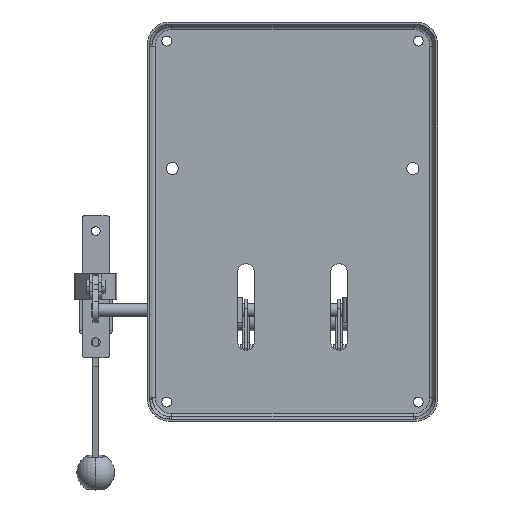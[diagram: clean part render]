
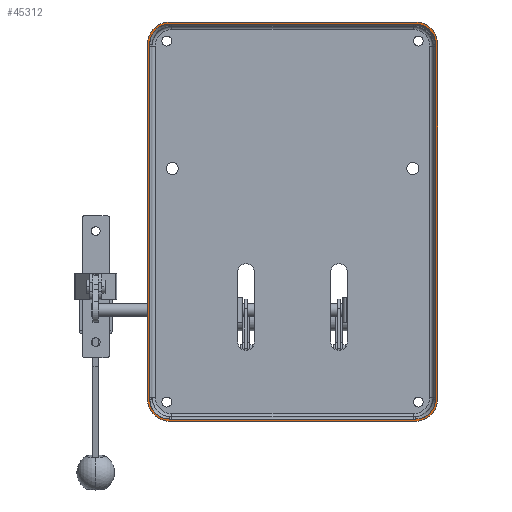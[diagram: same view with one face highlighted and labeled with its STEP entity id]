
A CAD part, front view. The second image highlights one B-rep face of the part: STEP entity #45312.
In plain terms, the highlighted planar face has unit normal (0, -1, 0).
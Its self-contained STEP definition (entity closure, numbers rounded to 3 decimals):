
#101 = CARTESIAN_POINT ( 'NONE',  ( 112.5, 0., -180.5 ) ) ;
#152 = CARTESIAN_POINT ( 'NONE',  ( -130.5, 0., 0. ) ) ;
#418 = DIRECTION ( 'NONE',  ( 0., 0., -1. ) ) ;
#477 = CIRCLE ( 'NONE', #30034, 18. ) ;
#777 = CARTESIAN_POINT ( 'NONE',  ( -130.5, 0., -162.5 ) ) ;
#792 = CARTESIAN_POINT ( 'NONE',  ( 130.5, 0., 162.5 ) ) ;
#890 = CARTESIAN_POINT ( 'NONE',  ( -112.5, 0., -162.5 ) ) ;
#1158 = EDGE_CURVE ( 'NONE', #32755, #39821, #15499, .T. ) ;
#2338 = CIRCLE ( 'NONE', #27044, 20. ) ;
#2358 = CARTESIAN_POINT ( 'NONE',  ( 112.5, 0., 162.5 ) ) ;
#2575 = CARTESIAN_POINT ( 'NONE',  ( -112.5, 0., -180.5 ) ) ;
#2688 = AXIS2_PLACEMENT_3D ( 'NONE', #35084, #27557, #5927 ) ;
#2786 = FACE_BOUND ( 'NONE', #4371, .T. ) ;
#3352 = DIRECTION ( 'NONE',  ( 0., -1., 0. ) ) ;
#3600 = CARTESIAN_POINT ( 'NONE',  ( -132.5, 0., -162.5 ) ) ;
#3782 = DIRECTION ( 'NONE',  ( -1., 0., 0. ) ) ;
#3875 = DIRECTION ( 'NONE',  ( 0., 0., -1. ) ) ;
#4035 = CARTESIAN_POINT ( 'NONE',  ( -112.5, 0., 162.5 ) ) ;
#4230 = CARTESIAN_POINT ( 'NONE',  ( -112.5, 0., -182.5 ) ) ;
#4371 = EDGE_LOOP ( 'NONE', ( #19574, #5023, #31544, #10388, #8266, #7429, #36854, #35822 ) ) ;
#4797 = PLANE ( 'NONE',  #26543 ) ;
#5023 = ORIENTED_EDGE ( 'NONE', *, *, #39193, .T. ) ;
#5204 = EDGE_CURVE ( 'NONE', #16602, #21079, #6585, .T. ) ;
#5897 = VERTEX_POINT ( 'NONE', #38555 ) ;
#5927 = DIRECTION ( 'NONE',  ( 0., 0., -1. ) ) ;
#6585 = LINE ( 'NONE', #39295, #20185 ) ;
#6712 = ORIENTED_EDGE ( 'NONE', *, *, #44000, .F. ) ;
#6957 = DIRECTION ( 'NONE',  ( 0., 0., 1. ) ) ;
#6970 = AXIS2_PLACEMENT_3D ( 'NONE', #39994, #32751, #3875 ) ;
#7429 = ORIENTED_EDGE ( 'NONE', *, *, #27056, .T. ) ;
#7509 = DIRECTION ( 'NONE',  ( 0., 0., -1. ) ) ;
#7675 = DIRECTION ( 'NONE',  ( 0., -1., 0. ) ) ;
#8266 = ORIENTED_EDGE ( 'NONE', *, *, #41525, .F. ) ;
#9058 = DIRECTION ( 'NONE',  ( 0., 0., 1. ) ) ;
#9250 = VERTEX_POINT ( 'NONE', #40649 ) ;
#9393 = CARTESIAN_POINT ( 'NONE',  ( -132.5, 0., 182.5 ) ) ;
#9495 = CIRCLE ( 'NONE', #46422, 18. ) ;
#9976 = VECTOR ( 'NONE', #6957, 1000. ) ;
#10020 = CARTESIAN_POINT ( 'NONE',  ( 0., 0., 180.5 ) ) ;
#10165 = VECTOR ( 'NONE', #28788, 1000. ) ;
#10206 = EDGE_CURVE ( 'NONE', #41734, #27829, #34757, .T. ) ;
#10388 = ORIENTED_EDGE ( 'NONE', *, *, #45166, .T. ) ;
#10626 = DIRECTION ( 'NONE',  ( 0., 0., -1. ) ) ;
#12015 = LINE ( 'NONE', #34557, #15403 ) ;
#12448 = VERTEX_POINT ( 'NONE', #35354 ) ;
#13062 = AXIS2_PLACEMENT_3D ( 'NONE', #32069, #3352, #14748 ) ;
#13906 = EDGE_CURVE ( 'NONE', #30220, #21079, #42022, .T. ) ;
#14748 = DIRECTION ( 'NONE',  ( 0., 0., -1. ) ) ;
#14806 = DIRECTION ( 'NONE',  ( 0., -1., 0. ) ) ;
#15342 = EDGE_CURVE ( 'NONE', #12448, #23760, #2338, .T. ) ;
#15403 = VECTOR ( 'NONE', #9058, 1000. ) ;
#15499 = CIRCLE ( 'NONE', #16475, 18. ) ;
#16475 = AXIS2_PLACEMENT_3D ( 'NONE', #2358, #17372, #24460 ) ;
#16602 = VERTEX_POINT ( 'NONE', #34794 ) ;
#16755 = EDGE_CURVE ( 'NONE', #9250, #17898, #9495, .T. ) ;
#17165 = EDGE_CURVE ( 'NONE', #12448, #5897, #25832, .T. ) ;
#17298 = LINE ( 'NONE', #152, #9976 ) ;
#17372 = DIRECTION ( 'NONE',  ( 0., -1., 0. ) ) ;
#17898 = VERTEX_POINT ( 'NONE', #26306 ) ;
#18299 = CIRCLE ( 'NONE', #6970, 20. ) ;
#19230 = ORIENTED_EDGE ( 'NONE', *, *, #39374, .T. ) ;
#19574 = ORIENTED_EDGE ( 'NONE', *, *, #16755, .F. ) ;
#20185 = VECTOR ( 'NONE', #3782, 1000. ) ;
#20839 = EDGE_LOOP ( 'NONE', ( #40272, #36790, #6712, #26792, #37382, #44305, #25210, #19230 ) ) ;
#21079 = VERTEX_POINT ( 'NONE', #4230 ) ;
#21362 = CARTESIAN_POINT ( 'NONE',  ( 112.5, 0., -162.5 ) ) ;
#21880 = VECTOR ( 'NONE', #28135, 1000. ) ;
#22622 = VERTEX_POINT ( 'NONE', #30277 ) ;
#23760 = VERTEX_POINT ( 'NONE', #38847 ) ;
#23853 = CIRCLE ( 'NONE', #13062, 20. ) ;
#24460 = DIRECTION ( 'NONE',  ( 0., 0., -1. ) ) ;
#25210 = ORIENTED_EDGE ( 'NONE', *, *, #35015, .F. ) ;
#25388 = FACE_OUTER_BOUND ( 'NONE', #20839, .T. ) ;
#25524 = VECTOR ( 'NONE', #42623, 1000. ) ;
#25832 = LINE ( 'NONE', #9393, #21880 ) ;
#26270 = DIRECTION ( 'NONE',  ( 0., -1., 0. ) ) ;
#26306 = CARTESIAN_POINT ( 'NONE',  ( -130.5, 0., 162.5 ) ) ;
#26543 = AXIS2_PLACEMENT_3D ( 'NONE', #33358, #26270, #33668 ) ;
#26609 = DIRECTION ( 'NONE',  ( 0., 0., -1. ) ) ;
#26792 = ORIENTED_EDGE ( 'NONE', *, *, #13906, .T. ) ;
#27044 = AXIS2_PLACEMENT_3D ( 'NONE', #29286, #14806, #418 ) ;
#27056 = EDGE_CURVE ( 'NONE', #34984, #27829, #35337, .T. ) ;
#27199 = LINE ( 'NONE', #10020, #25524 ) ;
#27557 = DIRECTION ( 'NONE',  ( 0., -1., 0. ) ) ;
#27829 = VERTEX_POINT ( 'NONE', #2575 ) ;
#28135 = DIRECTION ( 'NONE',  ( 1., 0., 0. ) ) ;
#28629 = VECTOR ( 'NONE', #29125, 1000. ) ;
#28788 = DIRECTION ( 'NONE',  ( 0., 0., -1. ) ) ;
#29125 = DIRECTION ( 'NONE',  ( 0., 0., -1. ) ) ;
#29286 = CARTESIAN_POINT ( 'NONE',  ( -112.5, 0., 162.5 ) ) ;
#29321 = LINE ( 'NONE', #32738, #10165 ) ;
#29564 = CARTESIAN_POINT ( 'NONE',  ( 132.5, 0., 162.5 ) ) ;
#30034 = AXIS2_PLACEMENT_3D ( 'NONE', #21362, #36122, #10626 ) ;
#30220 = VERTEX_POINT ( 'NONE', #3600 ) ;
#30277 = CARTESIAN_POINT ( 'NONE',  ( 132.5, 0., -162.5 ) ) ;
#30280 = VECTOR ( 'NONE', #41140, 1000. ) ;
#31214 = VERTEX_POINT ( 'NONE', #29564 ) ;
#31544 = ORIENTED_EDGE ( 'NONE', *, *, #1158, .F. ) ;
#32069 = CARTESIAN_POINT ( 'NONE',  ( 112.5, 0., 162.5 ) ) ;
#32738 = CARTESIAN_POINT ( 'NONE',  ( 130.5, 0., 0. ) ) ;
#32751 = DIRECTION ( 'NONE',  ( 0., -1., 0. ) ) ;
#32755 = VERTEX_POINT ( 'NONE', #792 ) ;
#33339 = AXIS2_PLACEMENT_3D ( 'NONE', #890, #40495, #26609 ) ;
#33358 = CARTESIAN_POINT ( 'NONE',  ( 0., 0., 0. ) ) ;
#33668 = DIRECTION ( 'NONE',  ( 0., 0., -1. ) ) ;
#34557 = CARTESIAN_POINT ( 'NONE',  ( -132.5, 0., 182.5 ) ) ;
#34757 = CIRCLE ( 'NONE', #2688, 18. ) ;
#34794 = CARTESIAN_POINT ( 'NONE',  ( 112.5, 0., -182.5 ) ) ;
#34984 = VERTEX_POINT ( 'NONE', #101 ) ;
#35015 = EDGE_CURVE ( 'NONE', #31214, #22622, #38232, .T. ) ;
#35084 = CARTESIAN_POINT ( 'NONE',  ( -112.5, 0., -162.5 ) ) ;
#35260 = CARTESIAN_POINT ( 'NONE',  ( 132.5, 0., 182.5 ) ) ;
#35337 = LINE ( 'NONE', #44424, #30280 ) ;
#35354 = CARTESIAN_POINT ( 'NONE',  ( -112.5, 0., 182.5 ) ) ;
#35451 = EDGE_CURVE ( 'NONE', #41734, #17898, #17298, .T. ) ;
#35822 = ORIENTED_EDGE ( 'NONE', *, *, #35451, .T. ) ;
#36122 = DIRECTION ( 'NONE',  ( 0., -1., 0. ) ) ;
#36790 = ORIENTED_EDGE ( 'NONE', *, *, #15342, .T. ) ;
#36854 = ORIENTED_EDGE ( 'NONE', *, *, #10206, .F. ) ;
#37195 = CARTESIAN_POINT ( 'NONE',  ( 130.5, 0., -162.5 ) ) ;
#37382 = ORIENTED_EDGE ( 'NONE', *, *, #5204, .F. ) ;
#37930 = EDGE_CURVE ( 'NONE', #16602, #22622, #18299, .T. ) ;
#38232 = LINE ( 'NONE', #35260, #28629 ) ;
#38555 = CARTESIAN_POINT ( 'NONE',  ( 112.5, 0., 182.5 ) ) ;
#38847 = CARTESIAN_POINT ( 'NONE',  ( -132.5, 0., 162.5 ) ) ;
#39193 = EDGE_CURVE ( 'NONE', #9250, #39821, #27199, .T. ) ;
#39295 = CARTESIAN_POINT ( 'NONE',  ( -132.5, 0., -182.5 ) ) ;
#39374 = EDGE_CURVE ( 'NONE', #31214, #5897, #23853, .T. ) ;
#39821 = VERTEX_POINT ( 'NONE', #39829 ) ;
#39829 = CARTESIAN_POINT ( 'NONE',  ( 112.5, 0., 180.5 ) ) ;
#39994 = CARTESIAN_POINT ( 'NONE',  ( 112.5, 0., -162.5 ) ) ;
#40272 = ORIENTED_EDGE ( 'NONE', *, *, #17165, .F. ) ;
#40495 = DIRECTION ( 'NONE',  ( 0., -1., 0. ) ) ;
#40649 = CARTESIAN_POINT ( 'NONE',  ( -112.5, 0., 180.5 ) ) ;
#41030 = VERTEX_POINT ( 'NONE', #37195 ) ;
#41140 = DIRECTION ( 'NONE',  ( -1., 0., 0. ) ) ;
#41525 = EDGE_CURVE ( 'NONE', #34984, #41030, #477, .T. ) ;
#41734 = VERTEX_POINT ( 'NONE', #777 ) ;
#42022 = CIRCLE ( 'NONE', #33339, 20. ) ;
#42623 = DIRECTION ( 'NONE',  ( 1., 0., 0. ) ) ;
#44000 = EDGE_CURVE ( 'NONE', #30220, #23760, #12015, .T. ) ;
#44305 = ORIENTED_EDGE ( 'NONE', *, *, #37930, .T. ) ;
#44424 = CARTESIAN_POINT ( 'NONE',  ( 0., 0., -180.5 ) ) ;
#45166 = EDGE_CURVE ( 'NONE', #32755, #41030, #29321, .T. ) ;
#45312 = ADVANCED_FACE ( 'NONE', ( #25388, #2786 ), #4797, .T. ) ;
#46422 = AXIS2_PLACEMENT_3D ( 'NONE', #4035, #7675, #7509 ) ;
